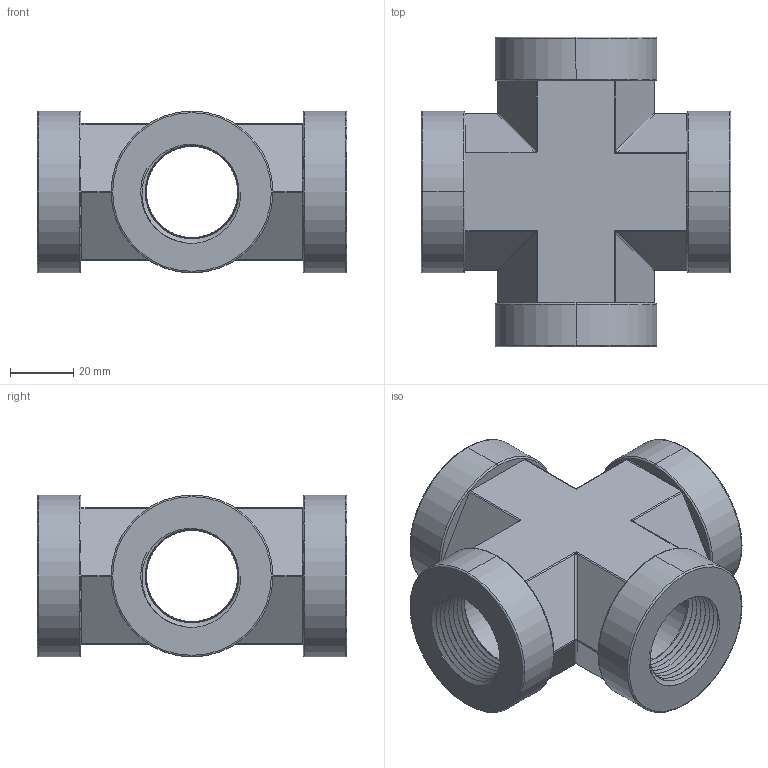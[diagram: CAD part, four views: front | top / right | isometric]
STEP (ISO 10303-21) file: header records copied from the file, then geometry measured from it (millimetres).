
FILE_DESCRIPTION((''),'2;1');
FILE_NAME('001_H-SXA_MASTER','2025-07-08T08:16:36',('Administrator'),(''),'CREO PARAMETRIC BY PTC INC, 2020414','CREO PARAMETRIC BY PTC INC, 2020414','');
FILE_SCHEMA(('AUTOMOTIVE_DESIGN { 1 0 10303 214 1 1 1 1 }'));
Length unit declared in the file: millimetre
Products named in the file (1): 001_H-SXA_MASTER
Bounding box: 97.6 x 97.6 x 51 mm (x, y, z)
Volume: 154113.3 mm3; surface area: 47016 mm2
Topology: 1 solids, 1 shells, 239 faces, 606 edges, 382 vertices
Faces by surface type: cylinder 70, cone 56, bspline 45, plane 39, torus 29
Entity records: 31365 total; most frequent: CARTESIAN_POINT 24127, ORIENTED_EDGE 1186, DIRECTION 941, PRESENTATION_STYLE_ASSIGNMENT 608, STYLED_ITEM 608, CURVE_STYLE 607, EDGE_CURVE 593, VERTEX_POINT 355
